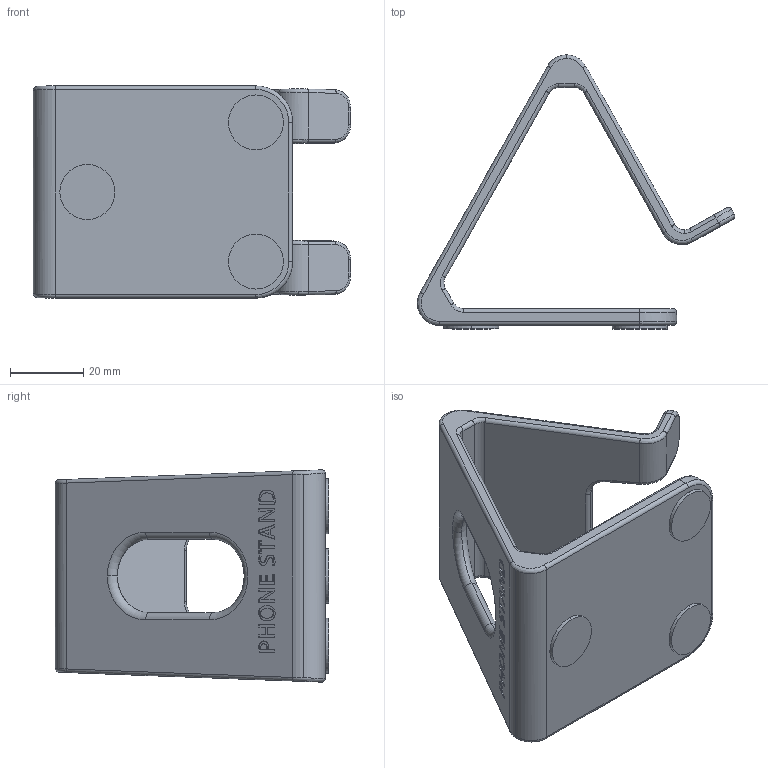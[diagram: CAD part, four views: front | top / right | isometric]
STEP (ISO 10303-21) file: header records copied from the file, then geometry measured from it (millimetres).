
FILE_DESCRIPTION (( 'STEP AP203' ), '1' );
FILE_NAME ('手机支架-综合学习1.STEP', '2022-01-25T15:01:14', ( '' ), ( '' ), 'SwSTEP 2.0', 'SolidWorks 2016', '' );
FILE_SCHEMA (( 'CONFIG_CONTROL_DESIGN' ));
Length unit declared in the file: millimetre
Products named in the file (1): 手机支架-综合学习1
Bounding box: 86.6 x 74.76 x 57.92 mm (x, y, z)
Volume: 47479.2 mm3; surface area: 23331.2 mm2
Topology: 1 solids, 1 shells, 284 faces, 713 edges, 450 vertices
Faces by surface type: plane 118, bspline 87, cylinder 69, torus 10
Entity records: 11790 total; most frequent: CARTESIAN_POINT 5553, ORIENTED_EDGE 1426, DIRECTION 1052, EDGE_CURVE 713, VERTEX_POINT 450, LINE 414, VECTOR 414, AXIS2_PLACEMENT_3D 319
